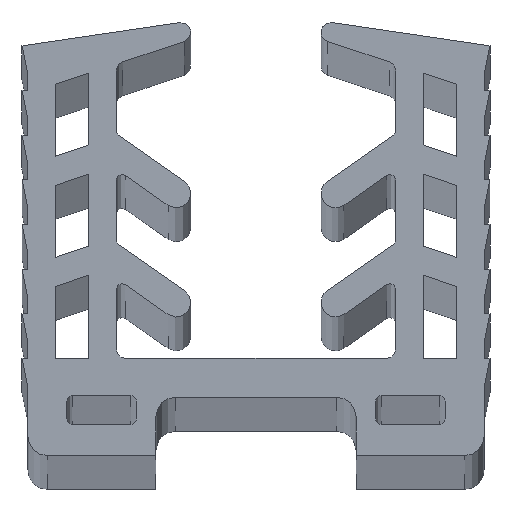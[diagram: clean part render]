
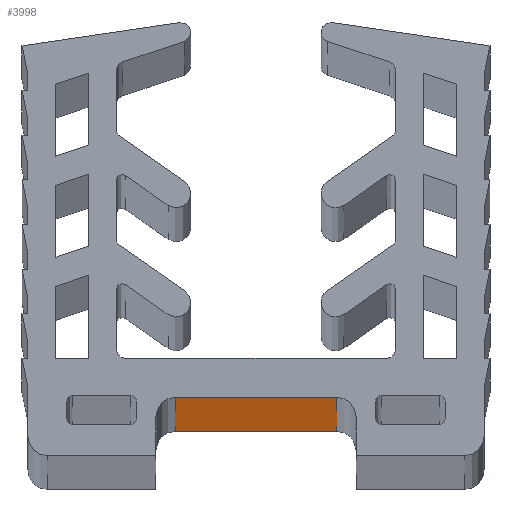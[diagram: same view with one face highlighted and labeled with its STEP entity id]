
A CAD part, top view. The second image highlights one B-rep face of the part: STEP entity #3998.
In plain terms, the highlighted planar face has unit normal (0, -1, 0).
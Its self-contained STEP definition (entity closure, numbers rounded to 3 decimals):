
#271 = DIRECTION ( 'NONE',  ( 0., 0., 1. ) ) ;
#288 = EDGE_LOOP ( 'NONE', ( #4273, #1937, #1904, #3624 ) ) ;
#289 = CARTESIAN_POINT ( 'NONE',  ( -4.15, 3., 1000. ) ) ;
#527 = VECTOR ( 'NONE', #1950, 1000. ) ;
#818 = LINE ( 'NONE', #2252, #527 ) ;
#903 = VERTEX_POINT ( 'NONE', #1692 ) ;
#916 = VERTEX_POINT ( 'NONE', #3444 ) ;
#1349 = VECTOR ( 'NONE', #2832, 1000. ) ;
#1395 = LINE ( 'NONE', #289, #1349 ) ;
#1441 = CARTESIAN_POINT ( 'NONE',  ( -4.15, 3., 0. ) ) ;
#1692 = CARTESIAN_POINT ( 'NONE',  ( 4.15, 3., 1000. ) ) ;
#1904 = ORIENTED_EDGE ( 'NONE', *, *, #4054, .F. ) ;
#1925 = CARTESIAN_POINT ( 'NONE',  ( 4.15, 3., 1000. ) ) ;
#1937 = ORIENTED_EDGE ( 'NONE', *, *, #3025, .F. ) ;
#1950 = DIRECTION ( 'NONE',  ( 0., 0., -1. ) ) ;
#2121 = CARTESIAN_POINT ( 'NONE',  ( -4.15, 3., 0. ) ) ;
#2252 = CARTESIAN_POINT ( 'NONE',  ( -4.15, 3., 1000. ) ) ;
#2405 = VECTOR ( 'NONE', #2554, 1000. ) ;
#2440 = PLANE ( 'NONE',  #3754 ) ;
#2462 = FACE_OUTER_BOUND ( 'NONE', #288, .T. ) ;
#2554 = DIRECTION ( 'NONE',  ( 1., 0., 0. ) ) ;
#2604 = DIRECTION ( 'NONE',  ( 0., 0., -1. ) ) ;
#2832 = DIRECTION ( 'NONE',  ( 1., 0., 0. ) ) ;
#2921 = CARTESIAN_POINT ( 'NONE',  ( 4.15, 3., 0. ) ) ;
#2923 = LINE ( 'NONE', #1441, #2405 ) ;
#3025 = EDGE_CURVE ( 'NONE', #903, #3027, #3737, .T. ) ;
#3027 = VERTEX_POINT ( 'NONE', #2921 ) ;
#3293 = VERTEX_POINT ( 'NONE', #2121 ) ;
#3444 = CARTESIAN_POINT ( 'NONE',  ( -4.15, 3., 1000. ) ) ;
#3485 = CARTESIAN_POINT ( 'NONE',  ( -4.15, 3., 1000. ) ) ;
#3624 = ORIENTED_EDGE ( 'NONE', *, *, #4500, .T. ) ;
#3737 = LINE ( 'NONE', #1925, #4647 ) ;
#3754 = AXIS2_PLACEMENT_3D ( 'NONE', #3485, #3860, #271 ) ;
#3860 = DIRECTION ( 'NONE',  ( 0., 1., 0. ) ) ;
#3998 = ADVANCED_FACE ( 'NONE', ( #2462 ), #2440, .F. ) ;
#4054 = EDGE_CURVE ( 'NONE', #916, #903, #1395, .T. ) ;
#4273 = ORIENTED_EDGE ( 'NONE', *, *, #4359, .T. ) ;
#4359 = EDGE_CURVE ( 'NONE', #3293, #3027, #2923, .T. ) ;
#4500 = EDGE_CURVE ( 'NONE', #916, #3293, #818, .T. ) ;
#4647 = VECTOR ( 'NONE', #2604, 1000. ) ;
